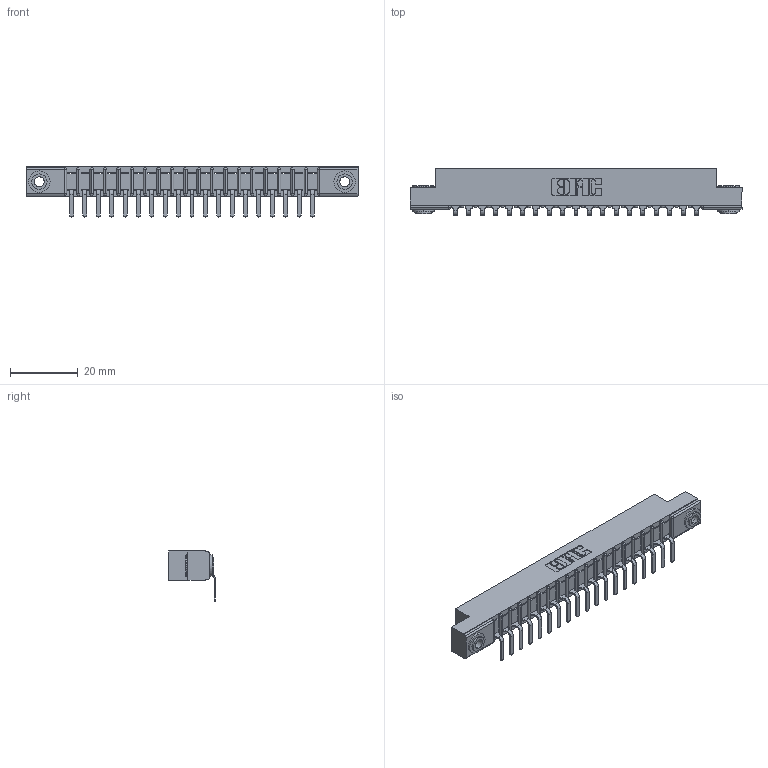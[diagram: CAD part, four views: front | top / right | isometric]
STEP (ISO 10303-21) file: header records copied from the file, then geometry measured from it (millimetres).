
FILE_DESCRIPTION (( 'STEP AP203' ), '1' );
FILE_NAME ('357-019-559-103.STEP', '2022-07-12T22:46:26', ( '' ), ( '' ), 'SwSTEP 2.0', 'SolidWorks 2020', '' );
FILE_SCHEMA (( 'CONFIG_CONTROL_DESIGN' ));
Length unit declared in the file: inch
Products named in the file (4): 307-290-001_558 559 - 1 (Single); 357-019-559-103; 345-250-002_345-250-002-102; 307 Part_.156 Dia Mounting Holes
Assembly tree (22 placements, depth 2):
  357-019-559-103
    307 Part_.156 Dia Mounting Holes
    307-290-001_558 559 - 1 (Single)  x19
    345-250-002_345-250-002-102  x2
Bounding box: 98.3 x 13.7 x 14.81 mm (x, y, z)
Volume: 6225.3 mm3; surface area: 9841.7 mm2
Topology: 22 solids, 22 shells, 1330 faces, 3741 edges, 2410 vertices
Faces by surface type: plane 835, cylinder 447, sphere 40, cone 8
Entity records: 20293 total; most frequent: CARTESIAN_POINT 3389, ORIENTED_EDGE 3366, DIRECTION 3325, EDGE_CURVE 1683, VECTOR 1273, LINE 1273, VERTEX_POINT 1090, AXIS2_PLACEMENT_3D 1026
